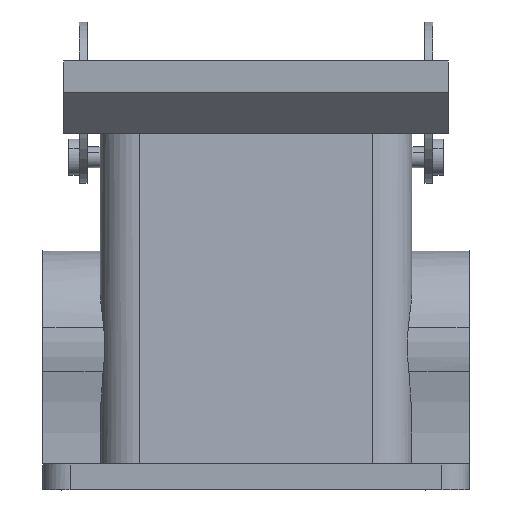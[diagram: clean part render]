
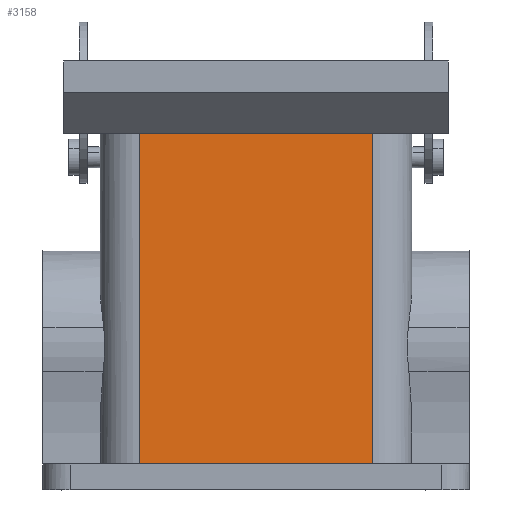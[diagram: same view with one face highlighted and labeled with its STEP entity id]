
A CAD part, left-side view. The second image highlights one B-rep face of the part: STEP entity #3158.
In plain terms, the highlighted planar face has unit normal (-0.999, 0, 0.035).
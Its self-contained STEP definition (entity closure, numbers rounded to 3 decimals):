
#3150=AXIS2_PLACEMENT_3D('Plane Axis2P3D',#3147,#3148,#3149) ;
#1775=CARTESIAN_POINT('Vertex',(17.283,18.5,5.)) ;
#1778=CARTESIAN_POINT('Line Origine',(17.283,41.,5.)) ;
#1782=CARTESIAN_POINT('Vertex',(17.283,63.5,5.)) ;
#2046=CARTESIAN_POINT('Line Origine',(19.5,41.,68.5)) ;
#2050=CARTESIAN_POINT('Vertex',(19.5,63.5,68.5)) ;
#2052=CARTESIAN_POINT('Vertex',(19.5,18.5,68.5)) ;
#2644=CARTESIAN_POINT('Line Origine',(18.343,63.5,35.381)) ;
#3132=CARTESIAN_POINT('Line Origine',(18.343,18.5,35.381)) ;
#3147=CARTESIAN_POINT('Axis2P3D Location',(19.5,41.,68.5)) ;
#1779=DIRECTION('Vector Direction',(0.,1.,0.)) ;
#2047=DIRECTION('Vector Direction',(0.,1.,0.)) ;
#2645=DIRECTION('Vector Direction',(0.035,0.,0.999)) ;
#3133=DIRECTION('Vector Direction',(0.035,0.,0.999)) ;
#3148=DIRECTION('Axis2P3D Direction',(-0.999,0.,0.035)) ;
#3149=DIRECTION('Axis2P3D XDirection',(0.,1.,0.)) ;
#1780=VECTOR('Line Direction',#1779,1.) ;
#2048=VECTOR('Line Direction',#2047,1.) ;
#2646=VECTOR('Line Direction',#2645,1.) ;
#3134=VECTOR('Line Direction',#3133,1.) ;
#3153=ORIENTED_EDGE('',*,*,#3136,.F.) ;
#3154=ORIENTED_EDGE('',*,*,#2054,.F.) ;
#3155=ORIENTED_EDGE('',*,*,#2648,.F.) ;
#3156=ORIENTED_EDGE('',*,*,#1784,.F.) ;
#3158=ADVANCED_FACE('Housing',(#3157),#3151,.T.) ;
#1784=EDGE_CURVE('',#1776,#1783,#1781,.T.) ;
#2054=EDGE_CURVE('',#2051,#2053,#2049,.F.) ;
#2648=EDGE_CURVE('',#1783,#2051,#2647,.T.) ;
#3136=EDGE_CURVE('',#2053,#1776,#3135,.F.) ;
#3152=EDGE_LOOP('',(#3153,#3154,#3155,#3156)) ;
#3157=FACE_OUTER_BOUND('',#3152,.T.) ;
#1781=LINE('Line',#1778,#1780) ;
#2049=LINE('Line',#2046,#2048) ;
#2647=LINE('Line',#2644,#2646) ;
#3135=LINE('Line',#3132,#3134) ;
#3151=PLANE('',#3150) ;
#1776=VERTEX_POINT('',#1775) ;
#1783=VERTEX_POINT('',#1782) ;
#2051=VERTEX_POINT('',#2050) ;
#2053=VERTEX_POINT('',#2052) ;
